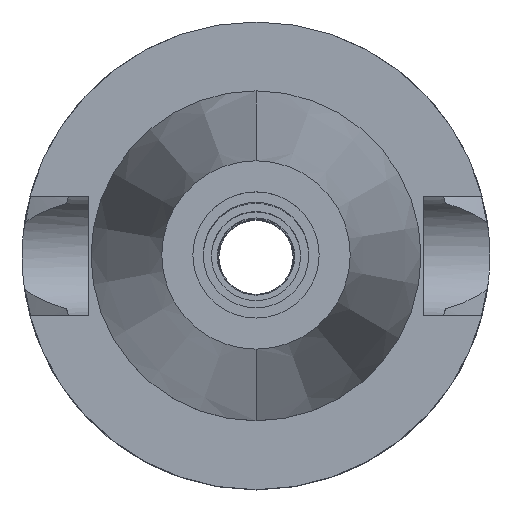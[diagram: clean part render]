
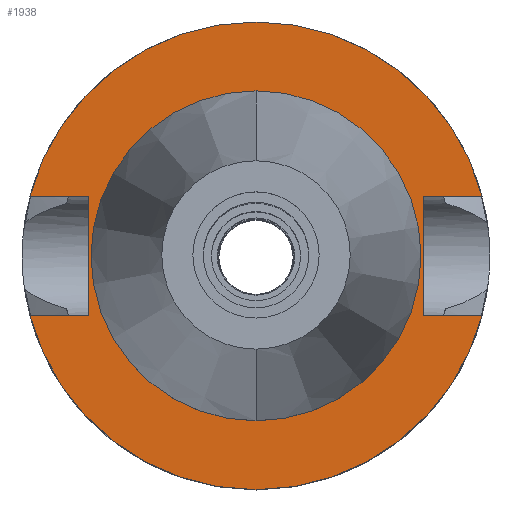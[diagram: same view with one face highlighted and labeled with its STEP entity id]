
A CAD part, top view. The second image highlights one B-rep face of the part: STEP entity #1938.
In plain terms, the highlighted planar face has unit normal (0, 0, 1).
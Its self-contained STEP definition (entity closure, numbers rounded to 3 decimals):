
#793=DIRECTION('',(1.,0.,0.));
#794=VECTOR('',#793,7.954);
#795=CARTESIAN_POINT('',(22.5,8.05,-2.));
#796=LINE('',#795,#794);
#840=DIRECTION('',(0.,1.,0.));
#841=VECTOR('',#840,16.1);
#842=CARTESIAN_POINT('',(-22.5,-8.05,-2.));
#843=LINE('',#842,#841);
#847=DIRECTION('',(-1.,0.,0.));
#848=VECTOR('',#847,7.954);
#849=CARTESIAN_POINT('',(-22.5,8.05,-2.));
#850=LINE('',#849,#848);
#854=CARTESIAN_POINT('',(0.,0.,-2.));
#855=DIRECTION('',(0.,0.,-1.));
#856=DIRECTION('',(-0.967,0.256,0.));
#857=AXIS2_PLACEMENT_3D('',#854,#855,#856);
#862=CARTESIAN_POINT('',(0.,0.,-2.));
#863=DIRECTION('',(0.,0.,-1.));
#864=DIRECTION('',(0.,1.,0.));
#865=AXIS2_PLACEMENT_3D('',#862,#863,#864);
#870=DIRECTION('',(0.,-1.,0.));
#871=VECTOR('',#870,16.1);
#872=CARTESIAN_POINT('',(22.5,8.05,-2.));
#873=LINE('',#872,#871);
#877=DIRECTION('',(1.,0.,0.));
#878=VECTOR('',#877,7.954);
#879=CARTESIAN_POINT('',(22.5,-8.05,-2.));
#880=LINE('',#879,#878);
#884=CARTESIAN_POINT('',(0.,0.,-2.));
#885=DIRECTION('',(0.,0.,-1.));
#886=DIRECTION('',(0.967,-0.256,0.));
#887=AXIS2_PLACEMENT_3D('',#884,#885,#886);
#892=CARTESIAN_POINT('',(0.,0.,-2.));
#893=DIRECTION('',(0.,0.,-1.));
#894=DIRECTION('',(0.,-1.,0.));
#895=AXIS2_PLACEMENT_3D('',#892,#893,#894);
#900=CARTESIAN_POINT('',(0.,0.,-2.));
#901=DIRECTION('',(0.,0.,1.));
#902=DIRECTION('',(0.,-1.,0.));
#903=AXIS2_PLACEMENT_3D('',#900,#901,#902);
#908=CARTESIAN_POINT('',(0.,0.,-2.));
#909=DIRECTION('',(0.,0.,1.));
#910=DIRECTION('',(0.,1.,0.));
#911=AXIS2_PLACEMENT_3D('',#908,#909,#910);
#946=DIRECTION('',(-1.,0.,0.));
#947=VECTOR('',#946,7.954);
#948=CARTESIAN_POINT('',(-22.5,-8.05,-2.));
#949=LINE('',#948,#947);
#1212=CARTESIAN_POINT('',(-22.5,-8.05,-2.));
#1213=VERTEX_POINT('',#1212);
#1214=CARTESIAN_POINT('',(-30.454,-8.05,-2.));
#1215=VERTEX_POINT('',#1214);
#1218=CARTESIAN_POINT('',(-22.5,8.05,-2.));
#1219=VERTEX_POINT('',#1218);
#1220=CARTESIAN_POINT('',(-30.454,8.05,-2.));
#1221=VERTEX_POINT('',#1220);
#1222=CARTESIAN_POINT('',(0.,31.5,-2.));
#1223=CARTESIAN_POINT('',(30.454,8.05,-2.));
#1224=VERTEX_POINT('',#1222);
#1225=VERTEX_POINT('',#1223);
#1226=CARTESIAN_POINT('',(22.5,8.05,-2.));
#1227=VERTEX_POINT('',#1226);
#1228=CARTESIAN_POINT('',(22.5,-8.05,-2.));
#1229=VERTEX_POINT('',#1228);
#1230=CARTESIAN_POINT('',(30.454,-8.05,-2.));
#1231=VERTEX_POINT('',#1230);
#1232=CARTESIAN_POINT('',(0.,-31.5,-2.));
#1233=VERTEX_POINT('',#1232);
#1234=CARTESIAN_POINT('',(0.,-22.225,-2.));
#1235=CARTESIAN_POINT('',(0.,22.225,-2.));
#1236=VERTEX_POINT('',#1234);
#1237=VERTEX_POINT('',#1235);
#1908=CARTESIAN_POINT('',(0.,0.,-2.));
#1909=DIRECTION('',(0.,0.,-1.));
#1910=DIRECTION('',(0.,-1.,0.));
#1911=AXIS2_PLACEMENT_3D('',#1908,#1909,#1910);
#1912=PLANE('',#1911);
#1914=ORIENTED_EDGE('',*,*,#1913,.T.);
#1915=ORIENTED_EDGE('',*,*,#1851,.T.);
#1917=ORIENTED_EDGE('',*,*,#1916,.T.);
#1919=ORIENTED_EDGE('',*,*,#1918,.T.);
#1920=ORIENTED_EDGE('',*,*,#1885,.F.);
#1921=ORIENTED_EDGE('',*,*,#1898,.T.);
#1923=ORIENTED_EDGE('',*,*,#1922,.T.);
#1925=ORIENTED_EDGE('',*,*,#1924,.T.);
#1927=ORIENTED_EDGE('',*,*,#1926,.T.);
#1929=ORIENTED_EDGE('',*,*,#1928,.F.);
#1930=EDGE_LOOP('',(#1914,#1915,#1917,#1919,#1920,#1921,#1923,#1925,#1927,
#1929));
#1931=FACE_OUTER_BOUND('',#1930,.F.);
#1933=ORIENTED_EDGE('',*,*,#1932,.T.);
#1935=ORIENTED_EDGE('',*,*,#1934,.T.);
#1936=EDGE_LOOP('',(#1933,#1935));
#1937=FACE_BOUND('',#1936,.F.);
#858=CIRCLE('',#857,31.5);
#866=CIRCLE('',#865,31.5);
#888=CIRCLE('',#887,31.5);
#896=CIRCLE('',#895,31.5);
#904=CIRCLE('',#903,22.225);
#912=CIRCLE('',#911,22.225);
#1851=EDGE_CURVE('',#1219,#1221,#850,.T.);
#1885=EDGE_CURVE('',#1227,#1225,#796,.T.);
#1898=EDGE_CURVE('',#1227,#1229,#873,.T.);
#1913=EDGE_CURVE('',#1213,#1219,#843,.T.);
#1916=EDGE_CURVE('',#1221,#1224,#858,.T.);
#1918=EDGE_CURVE('',#1224,#1225,#866,.T.);
#1922=EDGE_CURVE('',#1229,#1231,#880,.T.);
#1924=EDGE_CURVE('',#1231,#1233,#888,.T.);
#1926=EDGE_CURVE('',#1233,#1215,#896,.T.);
#1928=EDGE_CURVE('',#1213,#1215,#949,.T.);
#1932=EDGE_CURVE('',#1236,#1237,#904,.T.);
#1934=EDGE_CURVE('',#1237,#1236,#912,.T.);
#1938=ADVANCED_FACE('',(#1931,#1937),#1912,.F.);
